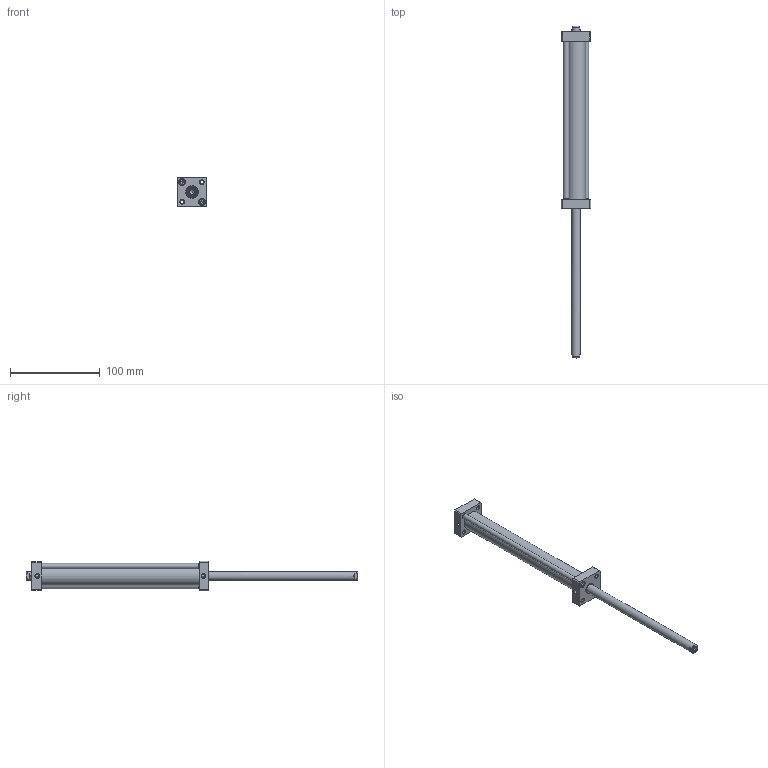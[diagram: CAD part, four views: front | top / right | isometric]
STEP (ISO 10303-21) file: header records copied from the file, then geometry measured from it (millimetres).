
FILE_DESCRIPTION((''),'2;1');
FILE_NAME('XDMP020.160.GS.F.stp','2014-03-19T14:57:53',('carlo.corazza'),(''),'Autodesk Inventor 2012','Autodesk Inventor 2012','');
FILE_SCHEMA(('AUTOMOTIVE_DESIGN { 1 0 10303 214 1 1 1 1 }'));
Length unit declared in the file: millimetre
Products named in the file (6): XDMP020..GS.F; TP; TA; TIRANTE-160; CORPO-160; STELO-160
Assembly tree (7 placements, depth 2):
  XDMP020..GS.F
    TP
    TA
    TIRANTE-160  x2
    CORPO-160
    STELO-160  x2
Bounding box: 33 x 370.2 x 33 mm (x, y, z)
Volume: 64270.7 mm3; surface area: 52307.9 mm2
Topology: 7 solids, 10 shells, 211 faces, 463 edges, 282 vertices
Faces by surface type: cone 76, plane 74, cylinder 47, torus 14
Full cylindrical faces by diameter (mm): 1.75 x1, 3.242 x4, 4.134 x8, 4.917 x2, 6 x2, 7 x4, 7.5 x4, 8 x2, 10 x2, 10.48 x2, 11.4 x2, 12 x2, 13.84 x2, 14 x2, 20 x1, 21.3 x1
Entity records: 4798 total; most frequent: CARTESIAN_POINT 964, DIRECTION 760, ORIENTED_EDGE 540, AXIS2_PLACEMENT_3D 333, EDGE_LOOP 314, EDGE_CURVE 270, VERTEX_POINT 222, STYLED_ITEM 186
